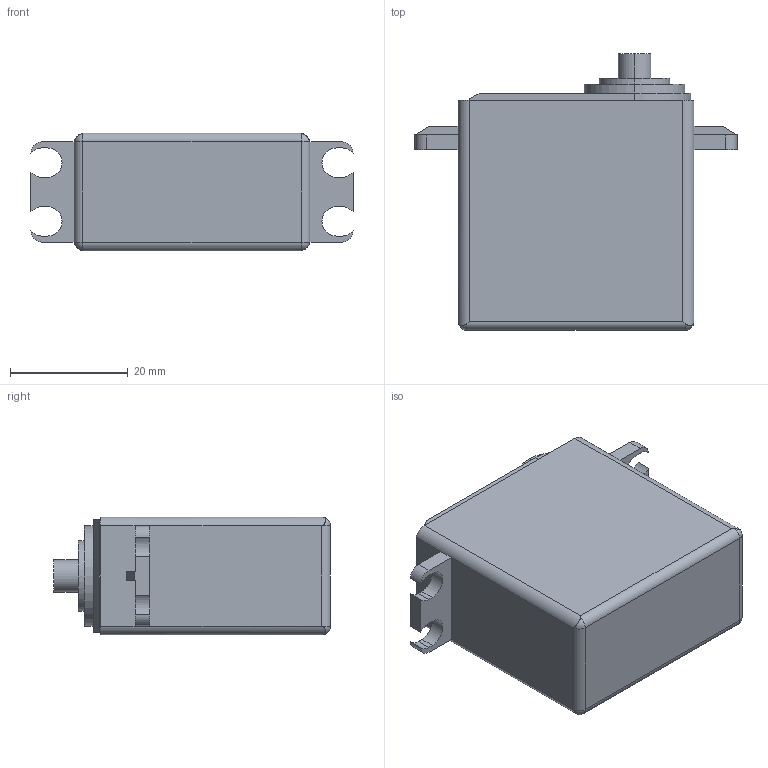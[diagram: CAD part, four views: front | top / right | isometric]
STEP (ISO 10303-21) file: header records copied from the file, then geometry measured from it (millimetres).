
FILE_DESCRIPTION (( 'STEP AP214' ), '1' );
FILE_NAME ('¶æ»útd8820.step', '2025-04-15T06:16:16', ( '' ), ( '' ), 'SwSTEP 2.0', 'SolidWorks 2024', '' );
FILE_SCHEMA (( 'AUTOMOTIVE_DESIGN' ));
Length unit declared in the file: millimetre
Products named in the file (1): 舵机td8820
Bounding box: 54.61 x 46.91 x 20 mm (x, y, z)
Volume: 32788.5 mm3; surface area: 6889.3 mm2
Topology: 1 solids, 1 shells, 79 faces, 207 edges, 130 vertices
Faces by surface type: plane 44, cylinder 31, sphere 4
Entity records: 2474 total; most frequent: CARTESIAN_POINT 493, DIRECTION 413, ORIENTED_EDGE 406, EDGE_CURVE 203, AXIS2_PLACEMENT_3D 138, VECTOR 137, LINE 137, VERTEX_POINT 130
